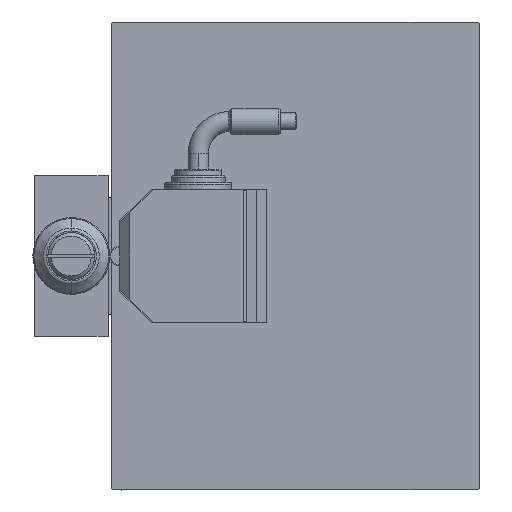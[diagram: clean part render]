
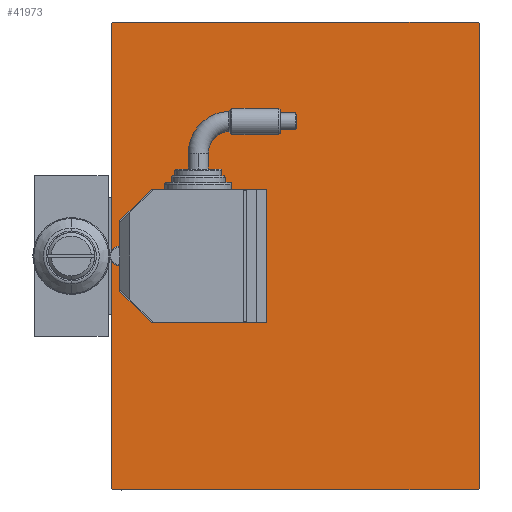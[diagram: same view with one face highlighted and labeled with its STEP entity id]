
A CAD part, left-side view. The second image highlights one B-rep face of the part: STEP entity #41973.
In plain terms, the highlighted face is planar.
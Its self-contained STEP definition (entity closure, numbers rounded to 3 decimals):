
#945 = VECTOR ( 'NONE', #4679, 1000. ) ;
#1647 = CARTESIAN_POINT ( 'NONE',  ( 173., 55., -69.7 ) ) ;
#3415 = ORIENTED_EDGE ( 'NONE', *, *, #51380, .T. ) ;
#3466 = CARTESIAN_POINT ( 'NONE',  ( 173., -55., 70. ) ) ;
#4154 = VERTEX_POINT ( 'NONE', #1647 ) ;
#4679 = DIRECTION ( 'NONE',  ( 0., 0.707, -0.707 ) ) ;
#5229 = LINE ( 'NONE', #41360, #41787 ) ;
#5474 = ORIENTED_EDGE ( 'NONE', *, *, #20873, .T. ) ;
#5754 = VERTEX_POINT ( 'NONE', #34212 ) ;
#5771 = LINE ( 'NONE', #9425, #16923 ) ;
#6282 = CARTESIAN_POINT ( 'NONE',  ( 173., -55., -70. ) ) ;
#6998 = ORIENTED_EDGE ( 'NONE', *, *, #14451, .T. ) ;
#8009 = LINE ( 'NONE', #31928, #38441 ) ;
#9425 = CARTESIAN_POINT ( 'NONE',  ( 173., -62.35, 62.35 ) ) ;
#11263 = VERTEX_POINT ( 'NONE', #15653 ) ;
#11882 = AXIS2_PLACEMENT_3D ( 'NONE', #43264, #35957, #31546 ) ;
#12407 = DIRECTION ( 'NONE',  ( 0., 0.707, 0.707 ) ) ;
#12877 = ORIENTED_EDGE ( 'NONE', *, *, #41970, .T. ) ;
#14108 = CARTESIAN_POINT ( 'NONE',  ( 173., -54.7, -70. ) ) ;
#14402 = VECTOR ( 'NONE', #46004, 1000. ) ;
#14451 = EDGE_CURVE ( 'NONE', #17205, #39027, #47363, .T. ) ;
#15037 = EDGE_CURVE ( 'NONE', #39027, #5754, #37248, .T. ) ;
#15653 = CARTESIAN_POINT ( 'NONE',  ( 173., 55., 69.7 ) ) ;
#16562 = LINE ( 'NONE', #16816, #36133 ) ;
#16816 = CARTESIAN_POINT ( 'NONE',  ( 173., 62.35, -62.35 ) ) ;
#16923 = VECTOR ( 'NONE', #20877, 1000. ) ;
#17205 = VERTEX_POINT ( 'NONE', #25701 ) ;
#19342 = DIRECTION ( 'NONE',  ( 0., 0., -1. ) ) ;
#19469 = EDGE_LOOP ( 'NONE', ( #31736, #3415, #30889, #41663, #5474, #29463, #12877, #6998 ) ) ;
#20042 = CARTESIAN_POINT ( 'NONE',  ( 173., -62.35, -62.35 ) ) ;
#20873 = EDGE_CURVE ( 'NONE', #29923, #50526, #5229, .T. ) ;
#20877 = DIRECTION ( 'NONE',  ( 0., -0.707, -0.707 ) ) ;
#21671 = EDGE_CURVE ( 'NONE', #11263, #29923, #8009, .T. ) ;
#24003 = LINE ( 'NONE', #3466, #29306 ) ;
#25486 = CARTESIAN_POINT ( 'NONE',  ( 173., 54.7, 70. ) ) ;
#25701 = CARTESIAN_POINT ( 'NONE',  ( 173., -55., -69.7 ) ) ;
#25955 = LINE ( 'NONE', #46764, #14402 ) ;
#29306 = VECTOR ( 'NONE', #19342, 1000. ) ;
#29463 = ORIENTED_EDGE ( 'NONE', *, *, #44276, .T. ) ;
#29923 = VERTEX_POINT ( 'NONE', #25486 ) ;
#30889 = ORIENTED_EDGE ( 'NONE', *, *, #47365, .T. ) ;
#31546 = DIRECTION ( 'NONE',  ( 0., 0., -1. ) ) ;
#31736 = ORIENTED_EDGE ( 'NONE', *, *, #15037, .T. ) ;
#31928 = CARTESIAN_POINT ( 'NONE',  ( 173., 62.35, 62.35 ) ) ;
#33102 = CARTESIAN_POINT ( 'NONE',  ( 173., -54.7, 70. ) ) ;
#34212 = CARTESIAN_POINT ( 'NONE',  ( 173., 54.7, -70. ) ) ;
#35957 = DIRECTION ( 'NONE',  ( 1., 0., 0. ) ) ;
#36133 = VECTOR ( 'NONE', #12407, 1000. ) ;
#37248 = LINE ( 'NONE', #6282, #39220 ) ;
#38441 = VECTOR ( 'NONE', #43398, 1000. ) ;
#39027 = VERTEX_POINT ( 'NONE', #14108 ) ;
#39181 = VERTEX_POINT ( 'NONE', #43471 ) ;
#39220 = VECTOR ( 'NONE', #45576, 1000. ) ;
#41360 = CARTESIAN_POINT ( 'NONE',  ( 173., 55., 70. ) ) ;
#41620 = DIRECTION ( 'NONE',  ( 0., -1., 0. ) ) ;
#41663 = ORIENTED_EDGE ( 'NONE', *, *, #21671, .T. ) ;
#41787 = VECTOR ( 'NONE', #41620, 1000. ) ;
#41970 = EDGE_CURVE ( 'NONE', #39181, #17205, #24003, .T. ) ;
#41973 = ADVANCED_FACE ( 'NONE', ( #43530 ), #51069, .T. ) ;
#43264 = CARTESIAN_POINT ( 'NONE',  ( 173., 0., 0. ) ) ;
#43398 = DIRECTION ( 'NONE',  ( 0., -0.707, 0.707 ) ) ;
#43471 = CARTESIAN_POINT ( 'NONE',  ( 173., -55., 69.7 ) ) ;
#43530 = FACE_OUTER_BOUND ( 'NONE', #19469, .T. ) ;
#44276 = EDGE_CURVE ( 'NONE', #50526, #39181, #5771, .T. ) ;
#45576 = DIRECTION ( 'NONE',  ( 0., 1., 0. ) ) ;
#46004 = DIRECTION ( 'NONE',  ( 0., 0., 1. ) ) ;
#46764 = CARTESIAN_POINT ( 'NONE',  ( 173., 55., -70. ) ) ;
#47363 = LINE ( 'NONE', #20042, #945 ) ;
#47365 = EDGE_CURVE ( 'NONE', #4154, #11263, #25955, .T. ) ;
#50526 = VERTEX_POINT ( 'NONE', #33102 ) ;
#51069 = PLANE ( 'NONE',  #11882 ) ;
#51380 = EDGE_CURVE ( 'NONE', #5754, #4154, #16562, .T. ) ;
